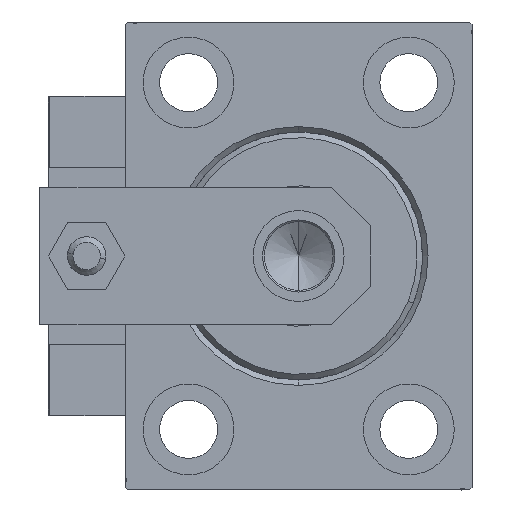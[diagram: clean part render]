
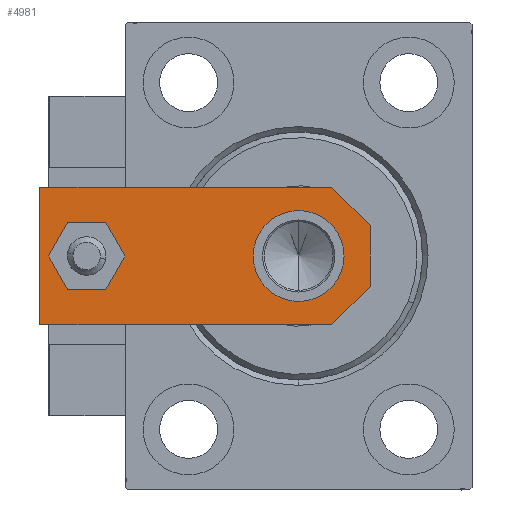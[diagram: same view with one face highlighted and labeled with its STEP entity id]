
A CAD part, left-side view. The second image highlights one B-rep face of the part: STEP entity #4981.
In plain terms, the highlighted face is planar.
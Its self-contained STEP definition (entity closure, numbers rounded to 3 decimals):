
#1353 = VERTEX_POINT ( 'NONE', #6310 ) ;
#1953 = DIRECTION ( 'NONE',  ( 1., 0., 0. ) ) ;
#2145 = VECTOR ( 'NONE', #19306, 1000. ) ;
#2200 = VECTOR ( 'NONE', #28793, 1000. ) ;
#2227 = ORIENTED_EDGE ( 'NONE', *, *, #43204, .T. ) ;
#2661 = AXIS2_PLACEMENT_3D ( 'NONE', #48780, #40162, #17133 ) ;
#2826 = ORIENTED_EDGE ( 'NONE', *, *, #22612, .F. ) ;
#3109 = CIRCLE ( 'NONE', #23325, 8.25 ) ;
#3400 = DIRECTION ( 'NONE',  ( 0., 0., 1. ) ) ;
#3439 = CARTESIAN_POINT ( 'NONE',  ( 12.5, 60., 6. ) ) ;
#3707 = CARTESIAN_POINT ( 'NONE',  ( -12.5, 60., 6. ) ) ;
#3839 = CARTESIAN_POINT ( 'NONE',  ( -2.75, -2.75, 6. ) ) ;
#4338 = DIRECTION ( 'NONE',  ( 0.707, 0.707, 0. ) ) ;
#4659 = DIRECTION ( 'NONE',  ( 0., 0., 1. ) ) ;
#4958 = EDGE_CURVE ( 'NONE', #22256, #11948, #25009, .T. ) ;
#4981 = ADVANCED_FACE ( 'NONE', ( #40688, #17150, #17401 ), #28546, .T. ) ;
#5151 = ORIENTED_EDGE ( 'NONE', *, *, #6846, .T. ) ;
#5946 = CARTESIAN_POINT ( 'NONE',  ( -4., 51.5, 6. ) ) ;
#6067 = DIRECTION ( 'NONE',  ( 1., 0., 0. ) ) ;
#6310 = CARTESIAN_POINT ( 'NONE',  ( -12.5, 60., 6. ) ) ;
#6419 = AXIS2_PLACEMENT_3D ( 'NONE', #6816, #37204, #6067 ) ;
#6816 = CARTESIAN_POINT ( 'NONE',  ( 0., 13., 6. ) ) ;
#6846 = EDGE_CURVE ( 'NONE', #11948, #12597, #42340, .T. ) ;
#7525 = VECTOR ( 'NONE', #30561, 1000. ) ;
#7989 = CARTESIAN_POINT ( 'NONE',  ( 0., 13., 6. ) ) ;
#8106 = CARTESIAN_POINT ( 'NONE',  ( -12.5, 7., 6. ) ) ;
#8129 = EDGE_CURVE ( 'NONE', #34477, #41681, #3109, .T. ) ;
#8319 = CIRCLE ( 'NONE', #13980, 4. ) ;
#8742 = ORIENTED_EDGE ( 'NONE', *, *, #22403, .T. ) ;
#8963 = ORIENTED_EDGE ( 'NONE', *, *, #48079, .T. ) ;
#9650 = CARTESIAN_POINT ( 'NONE',  ( 12.5, 7., 6. ) ) ;
#10791 = DIRECTION ( 'NONE',  ( 0., 1., 0. ) ) ;
#11133 = ORIENTED_EDGE ( 'NONE', *, *, #40040, .T. ) ;
#11278 = DIRECTION ( 'NONE',  ( 1., 0., 0. ) ) ;
#11948 = VERTEX_POINT ( 'NONE', #21413 ) ;
#12517 = DIRECTION ( 'NONE',  ( -1., 0., 0. ) ) ;
#12597 = VERTEX_POINT ( 'NONE', #9650 ) ;
#13354 = CARTESIAN_POINT ( 'NONE',  ( -8.25, 13., 6. ) ) ;
#13980 = AXIS2_PLACEMENT_3D ( 'NONE', #26710, #3400, #11278 ) ;
#14685 = ORIENTED_EDGE ( 'NONE', *, *, #15420, .F. ) ;
#14821 = LINE ( 'NONE', #18373, #40194 ) ;
#15420 = EDGE_CURVE ( 'NONE', #41681, #34477, #20222, .T. ) ;
#15718 = VERTEX_POINT ( 'NONE', #5946 ) ;
#17133 = DIRECTION ( 'NONE',  ( 1., 0., 0. ) ) ;
#17150 = FACE_OUTER_BOUND ( 'NONE', #46185, .T. ) ;
#17401 = FACE_BOUND ( 'NONE', #35370, .T. ) ;
#18373 = CARTESIAN_POINT ( 'NONE',  ( 12.5, 0., 6. ) ) ;
#19306 = DIRECTION ( 'NONE',  ( 0.707, -0.707, 0. ) ) ;
#20222 = CIRCLE ( 'NONE', #6419, 8.25 ) ;
#20800 = ORIENTED_EDGE ( 'NONE', *, *, #4958, .T. ) ;
#21358 = ORIENTED_EDGE ( 'NONE', *, *, #8129, .F. ) ;
#21413 = CARTESIAN_POINT ( 'NONE',  ( 5.5, 0., 6. ) ) ;
#22256 = VERTEX_POINT ( 'NONE', #27810 ) ;
#22403 = EDGE_CURVE ( 'NONE', #1353, #37020, #46254, .T. ) ;
#22424 = AXIS2_PLACEMENT_3D ( 'NONE', #44241, #24506, #1953 ) ;
#22612 = EDGE_CURVE ( 'NONE', #15718, #40021, #8319, .T. ) ;
#22842 = LINE ( 'NONE', #3839, #2145 ) ;
#23325 = AXIS2_PLACEMENT_3D ( 'NONE', #7989, #4659, #43166 ) ;
#24506 = DIRECTION ( 'NONE',  ( 0., 0., 1. ) ) ;
#25009 = LINE ( 'NONE', #40179, #2200 ) ;
#26710 = CARTESIAN_POINT ( 'NONE',  ( 0., 51.5, 6. ) ) ;
#27810 = CARTESIAN_POINT ( 'NONE',  ( -5.5, 0., 6. ) ) ;
#28546 = PLANE ( 'NONE',  #22424 ) ;
#28793 = DIRECTION ( 'NONE',  ( 1., 0., 0. ) ) ;
#30389 = CARTESIAN_POINT ( 'NONE',  ( 8.25, 13., 6. ) ) ;
#30561 = DIRECTION ( 'NONE',  ( 0., -1., 0. ) ) ;
#31000 = CARTESIAN_POINT ( 'NONE',  ( 12.5, 60., 6. ) ) ;
#31499 = LINE ( 'NONE', #31000, #40845 ) ;
#33498 = EDGE_CURVE ( 'NONE', #40021, #15718, #46340, .T. ) ;
#34477 = VERTEX_POINT ( 'NONE', #13354 ) ;
#34744 = CARTESIAN_POINT ( 'NONE',  ( 2.75, -2.75, 6. ) ) ;
#35370 = EDGE_LOOP ( 'NONE', ( #21358, #14685 ) ) ;
#37020 = VERTEX_POINT ( 'NONE', #8106 ) ;
#37123 = EDGE_LOOP ( 'NONE', ( #2826, #41542 ) ) ;
#37204 = DIRECTION ( 'NONE',  ( 0., 0., 1. ) ) ;
#39174 = VERTEX_POINT ( 'NONE', #3439 ) ;
#40021 = VERTEX_POINT ( 'NONE', #48991 ) ;
#40040 = EDGE_CURVE ( 'NONE', #39174, #1353, #31499, .T. ) ;
#40162 = DIRECTION ( 'NONE',  ( 0., 0., 1. ) ) ;
#40179 = CARTESIAN_POINT ( 'NONE',  ( -12.5, 0., 6. ) ) ;
#40194 = VECTOR ( 'NONE', #10791, 1000. ) ;
#40688 = FACE_BOUND ( 'NONE', #37123, .T. ) ;
#40845 = VECTOR ( 'NONE', #12517, 1000. ) ;
#41542 = ORIENTED_EDGE ( 'NONE', *, *, #33498, .F. ) ;
#41681 = VERTEX_POINT ( 'NONE', #30389 ) ;
#42340 = LINE ( 'NONE', #34744, #49922 ) ;
#43166 = DIRECTION ( 'NONE',  ( 1., 0., 0. ) ) ;
#43204 = EDGE_CURVE ( 'NONE', #37020, #22256, #22842, .T. ) ;
#44241 = CARTESIAN_POINT ( 'NONE',  ( 0., 0., 6. ) ) ;
#46185 = EDGE_LOOP ( 'NONE', ( #8742, #2227, #20800, #5151, #8963, #11133 ) ) ;
#46254 = LINE ( 'NONE', #3707, #7525 ) ;
#46340 = CIRCLE ( 'NONE', #2661, 4. ) ;
#48079 = EDGE_CURVE ( 'NONE', #12597, #39174, #14821, .T. ) ;
#48780 = CARTESIAN_POINT ( 'NONE',  ( 0., 51.5, 6. ) ) ;
#48991 = CARTESIAN_POINT ( 'NONE',  ( 4., 51.5, 6. ) ) ;
#49922 = VECTOR ( 'NONE', #4338, 1000. ) ;
